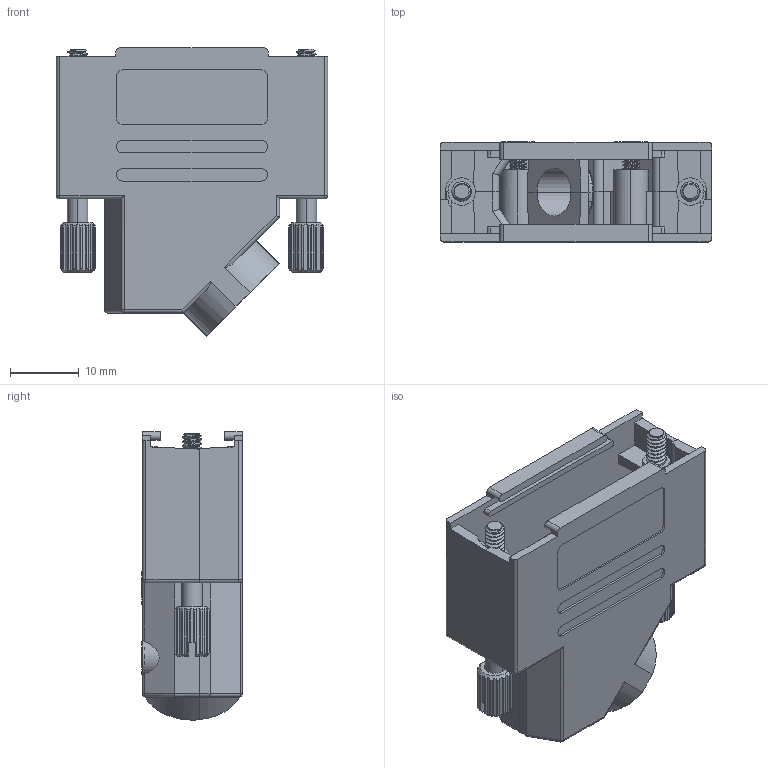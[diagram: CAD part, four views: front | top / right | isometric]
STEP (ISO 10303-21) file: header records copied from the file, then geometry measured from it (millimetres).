
FILE_DESCRIPTION (( 'STEP AP214' ), '1' );
FILE_NAME ('6688-9556-T.STEP', '2023-01-23T15:14:18', ( '' ), ( '' ), 'SwSTEP 2.0', 'SolidWorks 2021', '' );
FILE_SCHEMA (( 'AUTOMOTIVE_DESIGN' ));
Length unit declared in the file: millimetre
Products named in the file (6): 6805-0106-02; 6826-0141-01; 6855-0117-12; 6688-9556-T; 6805-0106-12; 6522-0121-05 (7mm)
Assembly tree (8 placements, depth 2):
  6688-9556-T
    6805-0106-12
    6805-0106-02
    6522-0121-05 (7mm)  x2
    6826-0141-01  x2
    6855-0117-12  x2
Bounding box: 39.5 x 14.65 x 42 mm (x, y, z)
Volume: 6911.1 mm3; surface area: 11732.5 mm2
Topology: 8 solids, 8 shells, 819 faces, 2249 edges, 1466 vertices
Faces by surface type: plane 396, cylinder 342, cone 39, bspline 21, torus 15, sphere 6
Entity records: 22078 total; most frequent: CARTESIAN_POINT 7571, ORIENTED_EDGE 3164, DIRECTION 2827, EDGE_CURVE 1582, VERTEX_POINT 1032, AXIS2_PLACEMENT_3D 967, LINE 893, VECTOR 893
